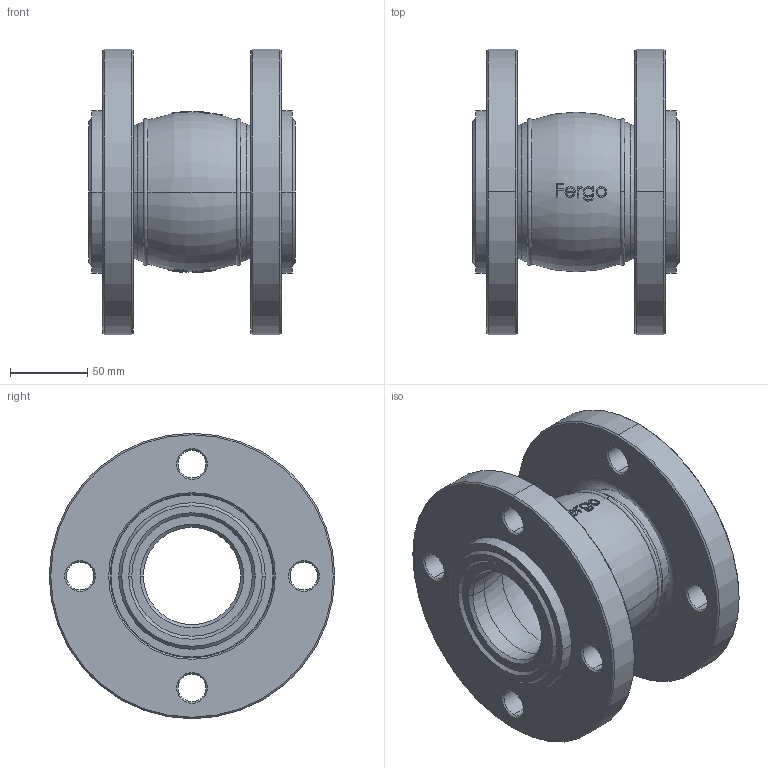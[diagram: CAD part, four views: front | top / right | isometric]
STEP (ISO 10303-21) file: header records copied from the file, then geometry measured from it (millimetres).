
FILE_DESCRIPTION (( 'STEP AP214' ), '1' );
FILE_NAME ('OG130-Gummi-Kompensator-DN65-PN-10-16-Fergo.STEP', '2022-09-08T10:23:33', ( '' ), ( '' ), 'SwSTEP 2.0', 'SolidWorks 2022', '' );
FILE_SCHEMA (( 'AUTOMOTIVE_DESIGN' ));
Length unit declared in the file: millimetre
Products named in the file (1): OG130-Gummi-Kompensator-DN65-PN-10-16-Fergo
Bounding box: 134 x 185 x 185 mm (x, y, z)
Volume: 1150850.6 mm3; surface area: 224654.9 mm2
Topology: 3 solids, 5 shells, 352 faces, 851 edges, 538 vertices
Faces by surface type: bspline 165, cone 64, torus 61, cylinder 44, plane 18
Entity records: 39155 total; most frequent: CARTESIAN_POINT 30200, ORIENTED_EDGE 1702, DIRECTION 980, EDGE_CURVE 851, VERTEX_POINT 538, B_SPLINE_CURVE_WITH_KNOTS 495, AXIS2_PLACEMENT_3D 436, EDGE_LOOP 407
